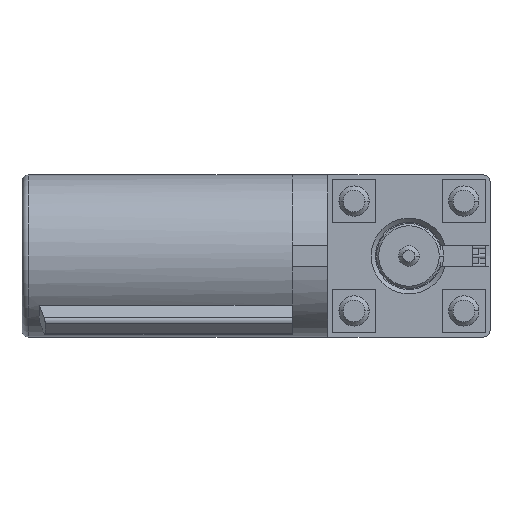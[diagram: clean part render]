
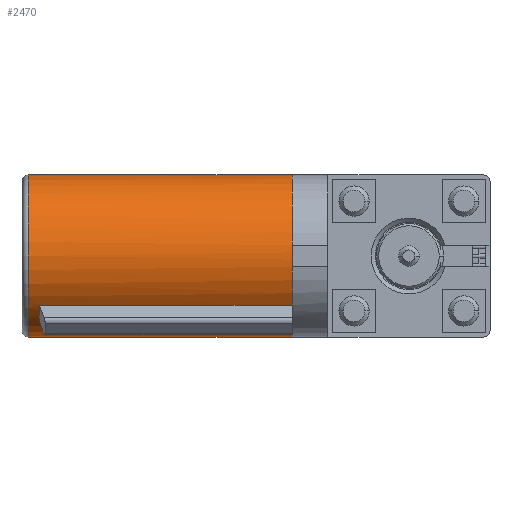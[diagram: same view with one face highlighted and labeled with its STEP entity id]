
A CAD part, front view. The second image highlights one B-rep face of the part: STEP entity #2470.
In plain terms, the highlighted cylindrical face has radius 3.75 mm (diameter 7.5 mm), a partial arc.
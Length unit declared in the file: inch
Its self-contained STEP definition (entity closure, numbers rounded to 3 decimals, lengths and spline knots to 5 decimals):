
#175=CARTESIAN_POINT('',(-0.36024,0.,0.));
#176=DIRECTION('',(-1.,0.,0.));
#177=DIRECTION('',(0.,-0.991,0.133));
#178=AXIS2_PLACEMENT_3D('',#175,#176,#177);
#180=DIRECTION('',(-1.,0.,0.));
#181=VECTOR('',#180,0.48031);
#182=CARTESIAN_POINT('',(-0.36024,0.,0.14764));
#183=LINE('',#182,#181);
#189=DIRECTION('',(-1.,0.,0.));
#190=VECTOR('',#189,0.48031);
#191=CARTESIAN_POINT('',(-0.36024,0.,-0.14764));
#192=LINE('',#191,#190);
#193=CARTESIAN_POINT('',(-0.36024,0.,0.));
#194=DIRECTION('',(-1.,0.,0.));
#195=DIRECTION('',(0.,0.,-1.));
#196=AXIS2_PLACEMENT_3D('',#193,#194,#195);
#203=CARTESIAN_POINT('',(-0.36024,0.,0.));
#204=DIRECTION('',(-1.,0.,0.));
#205=DIRECTION('',(0.,-0.796,-0.605));
#206=AXIS2_PLACEMENT_3D('',#203,#204,#205);
#252=CARTESIAN_POINT('',(-0.84055,0.,0.));
#253=DIRECTION('',(-1.,0.,0.));
#254=DIRECTION('',(0.,0.,-1.));
#255=AXIS2_PLACEMENT_3D('',#252,#253,#254);
#257=DIRECTION('',(-1.,0.,0.));
#258=VECTOR('',#257,0.46063);
#259=CARTESIAN_POINT('',(-0.36024,-0.11752,
-0.08936));
#260=LINE('',#259,#258);
#261=CARTESIAN_POINT('',(-0.82087,0.,0.));
#262=DIRECTION('',(-1.,0.,0.));
#263=DIRECTION('',(0.,-0.608,-0.794));
#264=AXIS2_PLACEMENT_3D('',#261,#262,#263);
#266=DIRECTION('',(-1.,0.,0.));
#267=VECTOR('',#266,0.46063);
#268=CARTESIAN_POINT('',(-0.36024,-0.08972,
-0.11724));
#269=LINE('',#268,#267);
#674=CARTESIAN_POINT('',(-0.36024,0.,0.));
#675=DIRECTION('',(-1.,0.,0.));
#676=DIRECTION('',(0.,-0.991,-0.133));
#677=AXIS2_PLACEMENT_3D('',#674,#675,#676);
#2032=CARTESIAN_POINT('',(-0.84055,0.,-0.14764));
#2033=CARTESIAN_POINT('',(-0.84055,0.,0.14764));
#2034=VERTEX_POINT('',#2032);
#2035=VERTEX_POINT('',#2033);
#2068=CARTESIAN_POINT('',(-0.82087,-0.08972,
-0.11724));
#2069=CARTESIAN_POINT('',(-0.82087,-0.11752,
-0.08936));
#2070=VERTEX_POINT('',#2068);
#2071=VERTEX_POINT('',#2069);
#2092=CARTESIAN_POINT('',(-0.36024,0.,-0.14764));
#2093=CARTESIAN_POINT('',(-0.36024,-0.08972,
-0.11724));
#2094=VERTEX_POINT('',#2092);
#2095=VERTEX_POINT('',#2093);
#2096=CARTESIAN_POINT('',(-0.36024,-0.11752,
-0.08936));
#2097=CARTESIAN_POINT('',(-0.36024,-0.14632,
-0.01969));
#2098=VERTEX_POINT('',#2096);
#2099=VERTEX_POINT('',#2097);
#2100=CARTESIAN_POINT('',(-0.36024,-0.14632,
0.01969));
#2101=VERTEX_POINT('',#2100);
#2102=CARTESIAN_POINT('',(-0.36024,0.,0.14764));
#2103=VERTEX_POINT('',#2102);
#2448=CARTESIAN_POINT('',(-0.33563,0.,0.));
#2449=DIRECTION('',(-1.,0.,0.));
#2450=DIRECTION('',(0.,0.,-1.));
#2451=AXIS2_PLACEMENT_3D('',#2448,#2449,#2450);
#2452=CYLINDRICAL_SURFACE('',#2451,0.14764);
#2453=ORIENTED_EDGE('',*,*,#2412,.F.);
#2454=ORIENTED_EDGE('',*,*,#2410,.T.);
#2456=ORIENTED_EDGE('',*,*,#2455,.T.);
#2457=ORIENTED_EDGE('',*,*,#2406,.F.);
#2458=ORIENTED_EDGE('',*,*,#2404,.F.);
#2460=ORIENTED_EDGE('',*,*,#2459,.F.);
#2461=ORIENTED_EDGE('',*,*,#2416,.F.);
#2463=ORIENTED_EDGE('',*,*,#2462,.T.);
#2465=ORIENTED_EDGE('',*,*,#2464,.F.);
#2467=ORIENTED_EDGE('',*,*,#2466,.F.);
#2468=EDGE_LOOP('',(#2453,#2454,#2456,#2457,#2458,#2460,#2461,#2463,#2465,
#2467));
#2469=FACE_OUTER_BOUND('',#2468,.F.);
#2470=ADVANCED_FACE('',(#2469),#2452,.T.);
#179=CIRCLE('',#178,0.14764);
#197=CIRCLE('',#196,0.14764);
#207=CIRCLE('',#206,0.14764);
#256=CIRCLE('',#255,0.14764);
#265=CIRCLE('',#264,0.14764);
#678=CIRCLE('',#677,0.14764);
#2404=EDGE_CURVE('',#2101,#2103,#179,.T.);
#2406=EDGE_CURVE('',#2103,#2035,#183,.T.);
#2410=EDGE_CURVE('',#2094,#2034,#192,.T.);
#2412=EDGE_CURVE('',#2094,#2095,#197,.T.);
#2416=EDGE_CURVE('',#2098,#2099,#207,.T.);
#2455=EDGE_CURVE('',#2034,#2035,#256,.T.);
#2459=EDGE_CURVE('',#2099,#2101,#678,.T.);
#2462=EDGE_CURVE('',#2098,#2071,#260,.T.);
#2464=EDGE_CURVE('',#2070,#2071,#265,.T.);
#2466=EDGE_CURVE('',#2095,#2070,#269,.T.);
